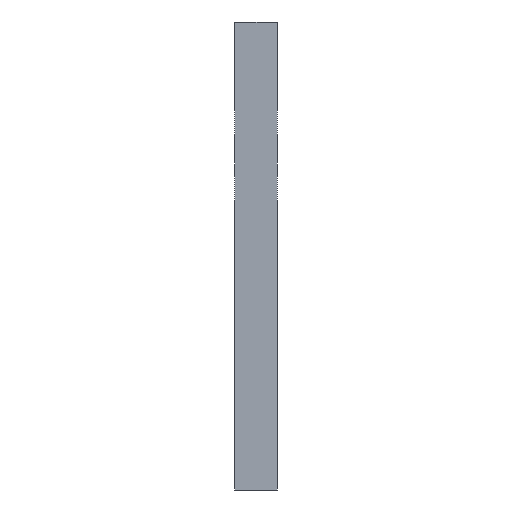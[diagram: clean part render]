
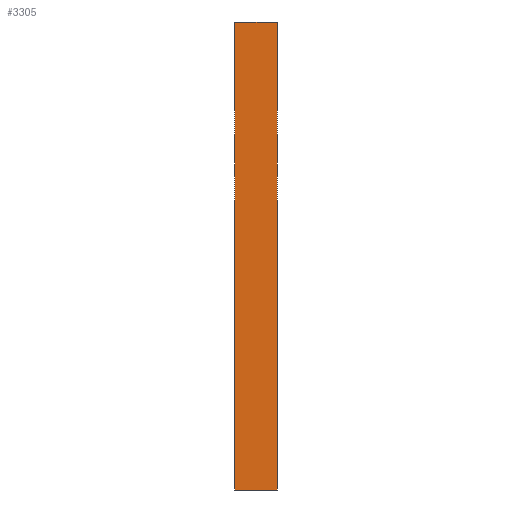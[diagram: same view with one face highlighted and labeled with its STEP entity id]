
A CAD part, left-side view. The second image highlights one B-rep face of the part: STEP entity #3305.
In plain terms, the highlighted planar face has unit normal (-1, 0, 0).
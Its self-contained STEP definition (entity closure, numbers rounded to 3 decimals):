
#207 = CARTESIAN_POINT ( 'NONE',  ( -21.59, 1.6, -8.89 ) ) ;
#438 = DIRECTION ( 'NONE',  ( 0., -1., 0. ) ) ;
#625 = CARTESIAN_POINT ( 'NONE',  ( -21.59, 0., -8.89 ) ) ;
#632 = EDGE_CURVE ( 'NONE', #1576, #3370, #946, .T. ) ;
#662 = PLANE ( 'NONE',  #2834 ) ;
#698 = CARTESIAN_POINT ( 'NONE',  ( -21.59, 0., 8.89 ) ) ;
#731 = EDGE_CURVE ( 'NONE', #3110, #1326, #2545, .T. ) ;
#923 = DIRECTION ( 'NONE',  ( 0., 0., -1. ) ) ;
#946 = LINE ( 'NONE', #1889, #1718 ) ;
#1250 = ORIENTED_EDGE ( 'NONE', *, *, #3325, .T. ) ;
#1326 = VERTEX_POINT ( 'NONE', #698 ) ;
#1345 = VECTOR ( 'NONE', #2214, 1000. ) ;
#1490 = CARTESIAN_POINT ( 'NONE',  ( -21.59, 1.6, 8.89 ) ) ;
#1576 = VERTEX_POINT ( 'NONE', #207 ) ;
#1635 = EDGE_CURVE ( 'NONE', #3370, #1326, #3197, .T. ) ;
#1684 = EDGE_LOOP ( 'NONE', ( #1856, #3290, #2507, #1250 ) ) ;
#1701 = VECTOR ( 'NONE', #438, 1000. ) ;
#1718 = VECTOR ( 'NONE', #2922, 1000. ) ;
#1720 = DIRECTION ( 'NONE',  ( 0., -1., 0. ) ) ;
#1729 = CARTESIAN_POINT ( 'NONE',  ( -21.59, 1.6, 8.89 ) ) ;
#1856 = ORIENTED_EDGE ( 'NONE', *, *, #731, .T. ) ;
#1889 = CARTESIAN_POINT ( 'NONE',  ( -21.59, 1.6, -8.89 ) ) ;
#1930 = CARTESIAN_POINT ( 'NONE',  ( -21.59, 1.6, -8.89 ) ) ;
#2085 = LINE ( 'NONE', #3014, #3114 ) ;
#2214 = DIRECTION ( 'NONE',  ( 0., 0., 1. ) ) ;
#2337 = CARTESIAN_POINT ( 'NONE',  ( -21.59, 0., -8.89 ) ) ;
#2507 = ORIENTED_EDGE ( 'NONE', *, *, #632, .F. ) ;
#2545 = LINE ( 'NONE', #625, #1345 ) ;
#2834 = AXIS2_PLACEMENT_3D ( 'NONE', #1930, #3005, #923 ) ;
#2922 = DIRECTION ( 'NONE',  ( 0., 0., 1. ) ) ;
#2961 = FACE_OUTER_BOUND ( 'NONE', #1684, .T. ) ;
#3005 = DIRECTION ( 'NONE',  ( 1., 0., 0. ) ) ;
#3014 = CARTESIAN_POINT ( 'NONE',  ( -21.59, 1.6, -8.89 ) ) ;
#3110 = VERTEX_POINT ( 'NONE', #2337 ) ;
#3114 = VECTOR ( 'NONE', #1720, 1000. ) ;
#3197 = LINE ( 'NONE', #1490, #1701 ) ;
#3290 = ORIENTED_EDGE ( 'NONE', *, *, #1635, .F. ) ;
#3305 = ADVANCED_FACE ( 'NONE', ( #2961 ), #662, .F. ) ;
#3325 = EDGE_CURVE ( 'NONE', #1576, #3110, #2085, .T. ) ;
#3370 = VERTEX_POINT ( 'NONE', #1729 ) ;
